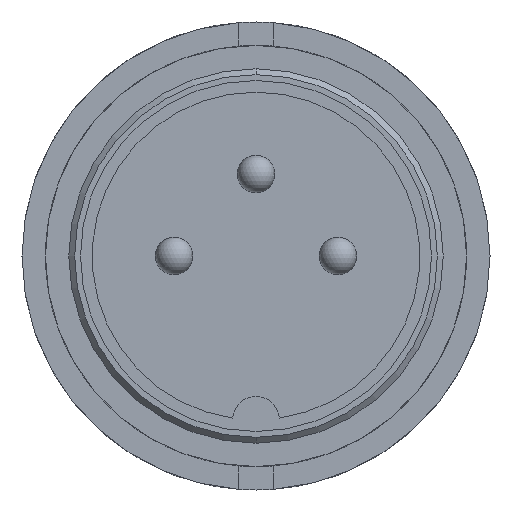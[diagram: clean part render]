
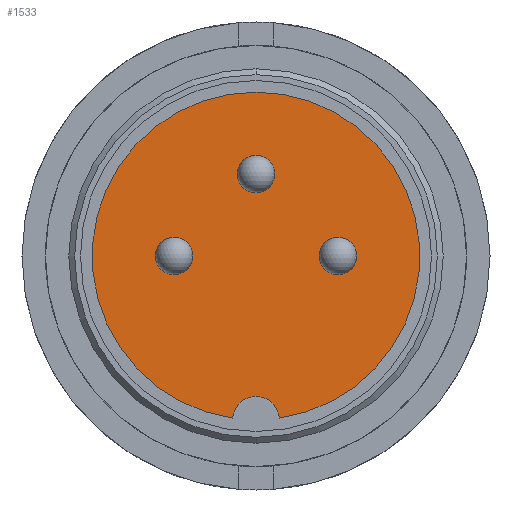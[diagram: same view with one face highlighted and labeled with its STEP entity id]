
A CAD part, front view. The second image highlights one B-rep face of the part: STEP entity #1533.
In plain terms, the highlighted planar face has unit normal (0, -1, 0).
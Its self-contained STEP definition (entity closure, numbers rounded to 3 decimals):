
#443=CARTESIAN_POINT('',(-2.7,-8.5,0.));
#444=VERTEX_POINT('',#443);
#453=CARTESIAN_POINT('',(-4.3,-8.5,0.));
#454=VERTEX_POINT('',#453);
#455=CARTESIAN_POINT('',(-3.5,-8.5,0.0));
#456=DIRECTION('',(0.0,1.0,0.0));
#457=DIRECTION('',(1.0,0.0,0.0));
#458=AXIS2_PLACEMENT_3D('',#455,#456,#457);
#459=CIRCLE('',#458,0.8);
#460=EDGE_CURVE('',#454,#444,#459,.T.);
#485=CARTESIAN_POINT('',(4.3,-8.5,0.));
#486=VERTEX_POINT('',#485);
#495=CARTESIAN_POINT('',(2.7,-8.5,0.));
#496=VERTEX_POINT('',#495);
#497=CARTESIAN_POINT('',(3.5,-8.5,0.0));
#498=DIRECTION('',(0.0,1.0,0.0));
#499=DIRECTION('',(1.0,0.0,0.0));
#500=AXIS2_PLACEMENT_3D('',#497,#498,#499);
#501=CIRCLE('',#500,0.8);
#502=EDGE_CURVE('',#496,#486,#501,.T.);
#527=CARTESIAN_POINT('',(0.8,-8.5,3.5));
#528=VERTEX_POINT('',#527);
#537=CARTESIAN_POINT('',(-0.8,-8.5,3.5));
#538=VERTEX_POINT('',#537);
#539=CARTESIAN_POINT('',(0.0,-8.5,3.5));
#540=DIRECTION('',(0.0,1.0,0.0));
#541=DIRECTION('',(1.0,0.0,0.0));
#542=AXIS2_PLACEMENT_3D('',#539,#540,#541);
#543=CIRCLE('',#542,0.8);
#544=EDGE_CURVE('',#538,#528,#543,.T.);
#571=CARTESIAN_POINT('',(0.,-8.5,7.));
#572=VERTEX_POINT('',#571);
#588=CARTESIAN_POINT('',(-0.997,-8.5,-6.929));
#589=VERTEX_POINT('',#588);
#596=CARTESIAN_POINT('',(0.0,-8.5,0.));
#597=DIRECTION('',(0.0,1.0,0.0));
#598=DIRECTION('',(0.0,0.0,1.0));
#599=AXIS2_PLACEMENT_3D('',#596,#597,#598);
#600=CIRCLE('',#599,7.);
#601=EDGE_CURVE('',#589,#572,#600,.T.);
#1468=CARTESIAN_POINT('',(0.997,-8.5,-6.929));
#1469=VERTEX_POINT('',#1468);
#1476=CARTESIAN_POINT('',(0.0,-8.5,-7.));
#1477=DIRECTION('',(0.0,1.0,0.0));
#1478=DIRECTION('',(-0.997,0.0,0.071));
#1479=AXIS2_PLACEMENT_3D('',#1476,#1477,#1478);
#1480=CIRCLE('',#1479,1.0);
#1481=EDGE_CURVE('',#589,#1469,#1480,.T.);
#1487=CARTESIAN_POINT('',(0.0,-8.5,3.5));
#1488=DIRECTION('',(0.0,-1.0,0.0));
#1489=DIRECTION('',(0.0,0.0,-1.0));
#1490=AXIS2_PLACEMENT_3D('',#1487,#1488,#1489);
#1491=PLANE('',#1490);
#1492=ORIENTED_EDGE('',*,*,#1481,.T.);
#1493=CARTESIAN_POINT('',(0.0,-8.5,0.));
#1494=DIRECTION('',(0.0,1.0,0.0));
#1495=DIRECTION('',(0.0,0.0,1.0));
#1496=AXIS2_PLACEMENT_3D('',#1493,#1494,#1495);
#1497=CIRCLE('',#1496,7.);
#1498=EDGE_CURVE('',#572,#1469,#1497,.T.);
#1499=ORIENTED_EDGE('',*,*,#1498,.F.);
#1500=ORIENTED_EDGE('',*,*,#601,.F.);
#1501=EDGE_LOOP('',(#1492,#1499,#1500));
#1502=FACE_OUTER_BOUND('',#1501,.T.);
#1503=ORIENTED_EDGE('',*,*,#544,.T.);
#1504=CARTESIAN_POINT('',(0.0,-8.5,3.5));
#1505=DIRECTION('',(0.0,1.0,0.0));
#1506=DIRECTION('',(1.0,0.0,0.0));
#1507=AXIS2_PLACEMENT_3D('',#1504,#1505,#1506);
#1508=CIRCLE('',#1507,0.8);
#1509=EDGE_CURVE('',#528,#538,#1508,.T.);
#1510=ORIENTED_EDGE('',*,*,#1509,.T.);
#1511=EDGE_LOOP('',(#1503,#1510));
#1512=FACE_BOUND('',#1511,.T.);
#1513=ORIENTED_EDGE('',*,*,#460,.T.);
#1514=CARTESIAN_POINT('',(-3.5,-8.5,0.0));
#1515=DIRECTION('',(0.0,1.0,0.0));
#1516=DIRECTION('',(1.0,0.0,0.0));
#1517=AXIS2_PLACEMENT_3D('',#1514,#1515,#1516);
#1518=CIRCLE('',#1517,0.8);
#1519=EDGE_CURVE('',#444,#454,#1518,.T.);
#1520=ORIENTED_EDGE('',*,*,#1519,.T.);
#1521=EDGE_LOOP('',(#1513,#1520));
#1522=FACE_BOUND('',#1521,.T.);
#1523=ORIENTED_EDGE('',*,*,#502,.T.);
#1524=CARTESIAN_POINT('',(3.5,-8.5,0.0));
#1525=DIRECTION('',(0.0,1.0,0.0));
#1526=DIRECTION('',(1.0,0.0,0.0));
#1527=AXIS2_PLACEMENT_3D('',#1524,#1525,#1526);
#1528=CIRCLE('',#1527,0.8);
#1529=EDGE_CURVE('',#486,#496,#1528,.T.);
#1530=ORIENTED_EDGE('',*,*,#1529,.T.);
#1531=EDGE_LOOP('',(#1523,#1530));
#1532=FACE_BOUND('',#1531,.T.);
#1533=ADVANCED_FACE('',(#1502,#1512,#1522,#1532),#1491,.T.);
